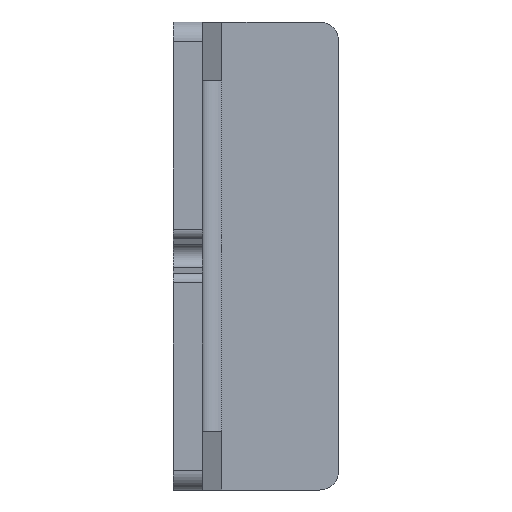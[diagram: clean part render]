
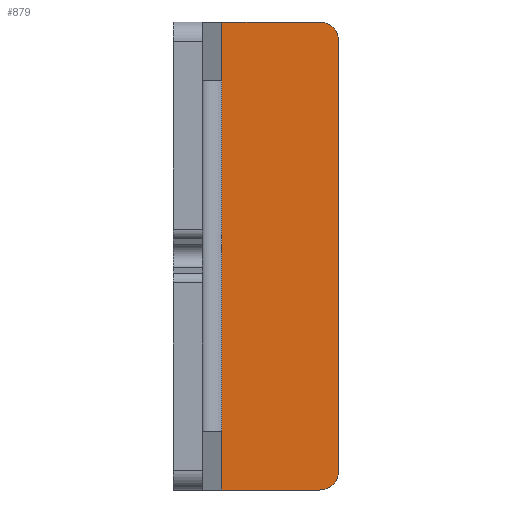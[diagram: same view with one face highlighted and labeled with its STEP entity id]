
A CAD part, left-side view. The second image highlights one B-rep face of the part: STEP entity #879.
In plain terms, the highlighted planar face has unit normal (-1, 0, 0).
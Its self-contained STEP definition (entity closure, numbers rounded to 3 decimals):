
#9 = CARTESIAN_POINT ( 'NONE',  ( -1.5, 0., 23. ) ) ;
#14 = CARTESIAN_POINT ( 'NONE',  ( -1.5, 7., 24. ) ) ;
#61 = DIRECTION ( 'NONE',  ( -1., 0., 0. ) ) ;
#66 = VERTEX_POINT ( 'NONE', #414 ) ;
#87 = CARTESIAN_POINT ( 'NONE',  ( -1.5, 7., 24. ) ) ;
#92 = EDGE_CURVE ( 'NONE', #196, #202, #288, .T. ) ;
#95 = CIRCLE ( 'NONE', #652, 1. ) ;
#101 = DIRECTION ( 'NONE',  ( 0., 0., -1. ) ) ;
#113 = ORIENTED_EDGE ( 'NONE', *, *, #92, .T. ) ;
#125 = EDGE_CURVE ( 'NONE', #66, #778, #303, .T. ) ;
#146 = CARTESIAN_POINT ( 'NONE',  ( -1.5, 1., 0. ) ) ;
#152 = CARTESIAN_POINT ( 'NONE',  ( -1.5, 0., 1. ) ) ;
#157 = VECTOR ( 'NONE', #101, 1000. ) ;
#158 = DIRECTION ( 'NONE',  ( 1., 0., 0. ) ) ;
#166 = PLANE ( 'NONE',  #484 ) ;
#174 = VERTEX_POINT ( 'NONE', #152 ) ;
#196 = VERTEX_POINT ( 'NONE', #732 ) ;
#202 = VERTEX_POINT ( 'NONE', #146 ) ;
#215 = VERTEX_POINT ( 'NONE', #9 ) ;
#239 = FACE_OUTER_BOUND ( 'NONE', #273, .T. ) ;
#240 = CARTESIAN_POINT ( 'NONE',  ( -1.5, 1., 1. ) ) ;
#253 = DIRECTION ( 'NONE',  ( 0., 0., -1. ) ) ;
#263 = CARTESIAN_POINT ( 'NONE',  ( -1.5, 1., 24. ) ) ;
#273 = EDGE_LOOP ( 'NONE', ( #113, #883, #826, #289, #705, #772 ) ) ;
#288 = LINE ( 'NONE', #704, #785 ) ;
#289 = ORIENTED_EDGE ( 'NONE', *, *, #774, .T. ) ;
#303 = LINE ( 'NONE', #87, #503 ) ;
#358 = DIRECTION ( 'NONE',  ( 0., 1., 0. ) ) ;
#373 = CARTESIAN_POINT ( 'NONE',  ( -1.5, 1., 23. ) ) ;
#378 = DIRECTION ( 'NONE',  ( 0., -1., 0. ) ) ;
#381 = EDGE_CURVE ( 'NONE', #202, #174, #707, .T. ) ;
#397 = LINE ( 'NONE', #894, #876 ) ;
#414 = CARTESIAN_POINT ( 'NONE',  ( -1.5, 6., 24. ) ) ;
#484 = AXIS2_PLACEMENT_3D ( 'NONE', #14, #158, #530 ) ;
#503 = VECTOR ( 'NONE', #378, 1000. ) ;
#530 = DIRECTION ( 'NONE',  ( 0., 1., 0. ) ) ;
#568 = EDGE_CURVE ( 'NONE', #215, #174, #397, .T. ) ;
#652 = AXIS2_PLACEMENT_3D ( 'NONE', #373, #776, #709 ) ;
#681 = LINE ( 'NONE', #755, #157 ) ;
#704 = CARTESIAN_POINT ( 'NONE',  ( -1.5, 7., 0. ) ) ;
#705 = ORIENTED_EDGE ( 'NONE', *, *, #125, .F. ) ;
#707 = CIRCLE ( 'NONE', #873, 1. ) ;
#709 = DIRECTION ( 'NONE',  ( 0., 1., 0. ) ) ;
#732 = CARTESIAN_POINT ( 'NONE',  ( -1.5, 6., 0. ) ) ;
#755 = CARTESIAN_POINT ( 'NONE',  ( -1.5, 6., 0. ) ) ;
#772 = ORIENTED_EDGE ( 'NONE', *, *, #932, .T. ) ;
#774 = EDGE_CURVE ( 'NONE', #215, #778, #95, .T. ) ;
#776 = DIRECTION ( 'NONE',  ( -1., 0., 0. ) ) ;
#778 = VERTEX_POINT ( 'NONE', #263 ) ;
#785 = VECTOR ( 'NONE', #795, 1000. ) ;
#795 = DIRECTION ( 'NONE',  ( 0., -1., 0. ) ) ;
#826 = ORIENTED_EDGE ( 'NONE', *, *, #568, .F. ) ;
#873 = AXIS2_PLACEMENT_3D ( 'NONE', #240, #61, #358 ) ;
#876 = VECTOR ( 'NONE', #253, 1000. ) ;
#879 = ADVANCED_FACE ( 'NONE', ( #239 ), #166, .F. ) ;
#883 = ORIENTED_EDGE ( 'NONE', *, *, #381, .T. ) ;
#894 = CARTESIAN_POINT ( 'NONE',  ( -1.5, 0., 24. ) ) ;
#932 = EDGE_CURVE ( 'NONE', #66, #196, #681, .T. ) ;
